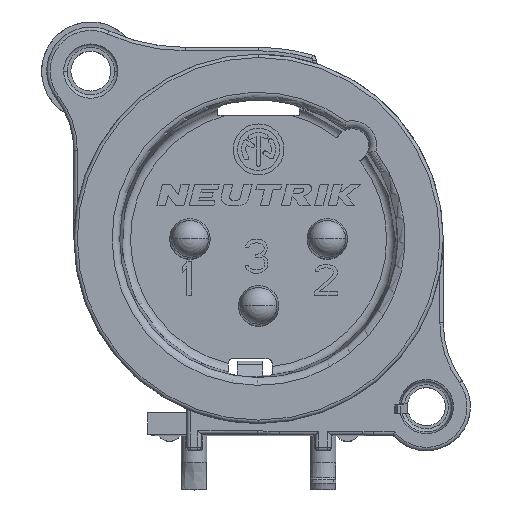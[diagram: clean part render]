
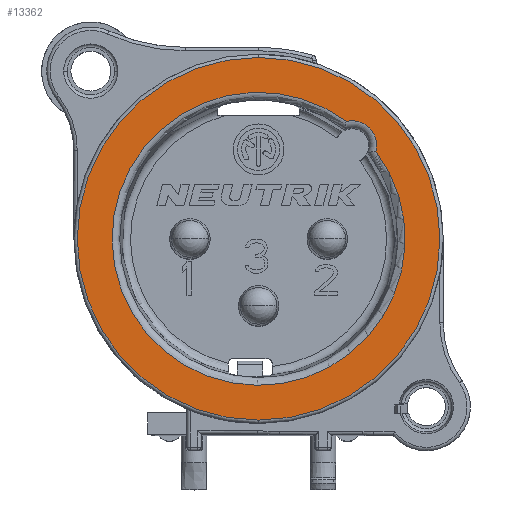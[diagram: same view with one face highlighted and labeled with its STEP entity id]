
A CAD part, top view. The second image highlights one B-rep face of the part: STEP entity #13362.
In plain terms, the highlighted planar face has unit normal (0, 0, 1).
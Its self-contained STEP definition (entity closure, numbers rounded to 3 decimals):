
#1194=CARTESIAN_POINT('',(0.,0.,2.7));
#1195=DIRECTION('',(0.,0.,-1.));
#1196=DIRECTION('',(0.,1.,0.));
#1197=AXIS2_PLACEMENT_3D('',#1194,#1195,#1196);
#1199=CARTESIAN_POINT('',(0.,0.,2.7));
#1200=DIRECTION('',(0.,0.,1.));
#1201=DIRECTION('',(0.,1.,0.));
#1202=AXIS2_PLACEMENT_3D('',#1199,#1200,#1201);
#1204=CARTESIAN_POINT('',(5.515,5.515,2.7));
#1205=DIRECTION('',(0.,0.,-1.));
#1206=DIRECTION('',(-0.235,0.972,0.));
#1207=AXIS2_PLACEMENT_3D('',#1204,#1205,#1206);
#1209=CARTESIAN_POINT('',(0.,0.,2.7));
#1210=DIRECTION('',(0.,0.,1.));
#1211=DIRECTION('',(0.599,0.801,0.));
#1212=AXIS2_PLACEMENT_3D('',#1209,#1210,#1211);
#9461=CARTESIAN_POINT('',(0.,10.7,2.7));
#9462=VERTEX_POINT('',#9461);
#9464=CARTESIAN_POINT('',(0.,-10.7,2.7));
#9466=VERTEX_POINT('',#9464);
#10735=CARTESIAN_POINT('',(5.175,6.925,2.7));
#10736=CARTESIAN_POINT('',(6.925,5.175,2.7));
#10737=VERTEX_POINT('',#10735);
#10738=VERTEX_POINT('',#10736);
#13346=CARTESIAN_POINT('',(0.,0.,2.7));
#13347=DIRECTION('',(0.,0.,-1.));
#13348=DIRECTION('',(0.,-1.,0.));
#13349=AXIS2_PLACEMENT_3D('',#13346,#13347,#13348);
#13350=PLANE('',#13349);
#13352=ORIENTED_EDGE('',*,*,#13351,.T.);
#13354=ORIENTED_EDGE('',*,*,#13353,.F.);
#13355=EDGE_LOOP('',(#13352,#13354));
#13356=FACE_OUTER_BOUND('',#13355,.F.);
#13358=ORIENTED_EDGE('',*,*,#13357,.F.);
#13359=ORIENTED_EDGE('',*,*,#13336,.T.);
#13360=EDGE_LOOP('',(#13358,#13359));
#13361=FACE_BOUND('',#13360,.F.);
#13362=ADVANCED_FACE('',(#13356,#13361),#13350,.F.);
#1198=CIRCLE('',#1197,10.7);
#1203=CIRCLE('',#1202,10.7);
#1208=CIRCLE('',#1207,1.45);
#1213=CIRCLE('',#1212,8.645);
#13336=EDGE_CURVE('',#10737,#10738,#1213,.T.);
#13351=EDGE_CURVE('',#9462,#9466,#1198,.T.);
#13353=EDGE_CURVE('',#9462,#9466,#1203,.T.);
#13357=EDGE_CURVE('',#10737,#10738,#1208,.T.);
